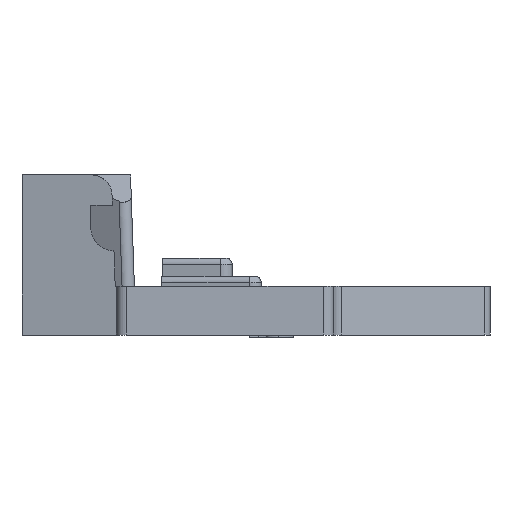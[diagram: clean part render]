
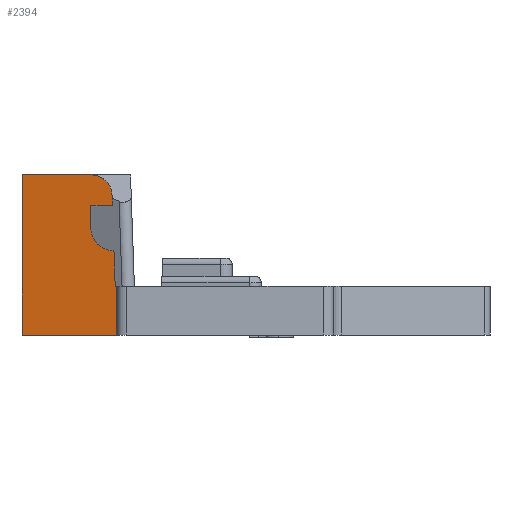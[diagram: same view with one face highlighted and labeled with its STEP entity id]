
A CAD part, left-side view. The second image highlights one B-rep face of the part: STEP entity #2394.
In plain terms, the highlighted planar face has unit normal (-0.985, 0.174, 0).
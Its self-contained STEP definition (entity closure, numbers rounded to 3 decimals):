
#2203=B_SPLINE_CURVE_WITH_KNOTS('',3,(#10069,#10070,#10071,#10072),
 .UNSPECIFIED.,.F.,.F.,(4,4),(0.,1.),.UNSPECIFIED.);
#2204=B_SPLINE_CURVE_WITH_KNOTS('',3,(#10080,#10081,#10082,#10083),
 .UNSPECIFIED.,.F.,.F.,(4,4),(0.,1.),.UNSPECIFIED.);
#2394=ADVANCED_FACE('',(#2861),#2635,.T.);
#2635=PLANE('',#7466);
#2861=FACE_OUTER_BOUND('',#3138,.T.);
#3138=EDGE_LOOP('',(#4020,#4021,#4022,#4023,#4024,#4025,#4026,#4027,#4028,
#4029,#4030,#4031));
#4020=ORIENTED_EDGE('',*,*,#5752,.T.);
#4021=ORIENTED_EDGE('',*,*,#5753,.T.);
#4022=ORIENTED_EDGE('',*,*,#5754,.F.);
#4023=ORIENTED_EDGE('',*,*,#5755,.T.);
#4024=ORIENTED_EDGE('',*,*,#5756,.T.);
#4025=ORIENTED_EDGE('',*,*,#5757,.T.);
#4026=ORIENTED_EDGE('',*,*,#5758,.F.);
#4027=ORIENTED_EDGE('',*,*,#5759,.F.);
#4028=ORIENTED_EDGE('',*,*,#5760,.T.);
#4029=ORIENTED_EDGE('',*,*,#5761,.F.);
#4030=ORIENTED_EDGE('',*,*,#5762,.T.);
#4031=ORIENTED_EDGE('',*,*,#5470,.T.);
#4950=VERTEX_POINT('',#9329);
#4951=VERTEX_POINT('',#9331);
#5102=VERTEX_POINT('',#10060);
#5103=VERTEX_POINT('',#10064);
#5104=VERTEX_POINT('',#10066);
#5105=VERTEX_POINT('',#10068);
#5106=VERTEX_POINT('',#10073);
#5107=VERTEX_POINT('',#10075);
#5108=VERTEX_POINT('',#10077);
#5109=VERTEX_POINT('',#10079);
#5110=VERTEX_POINT('',#10084);
#5111=VERTEX_POINT('',#10086);
#5470=EDGE_CURVE('',#4951,#4950,#6205,.T.);
#5752=EDGE_CURVE('',#4950,#5102,#6454,.T.);
#5753=EDGE_CURVE('',#5102,#5103,#6455,.T.);
#5754=EDGE_CURVE('',#5104,#5103,#6456,.T.);
#5755=EDGE_CURVE('',#5104,#5105,#6457,.T.);
#5756=EDGE_CURVE('',#5105,#5106,#2203,.T.);
#5757=EDGE_CURVE('',#5106,#5107,#6458,.T.);
#5758=EDGE_CURVE('',#5108,#5107,#6459,.T.);
#5759=EDGE_CURVE('',#5109,#5108,#6460,.T.);
#5760=EDGE_CURVE('',#5109,#5110,#2204,.T.);
#5761=EDGE_CURVE('',#5111,#5110,#6461,.T.);
#5762=EDGE_CURVE('',#5111,#4951,#6462,.T.);
#6205=LINE('',#9330,#6825);
#6454=LINE('',#10061,#7095);
#6455=LINE('',#10063,#7096);
#6456=LINE('',#10065,#7097);
#6457=LINE('',#10067,#7098);
#6458=LINE('',#10074,#7099);
#6459=LINE('',#10076,#7100);
#6460=LINE('',#10078,#7101);
#6461=LINE('',#10085,#7102);
#6462=LINE('',#10087,#7103);
#6825=VECTOR('',#7832,1.);
#7095=VECTOR('',#8336,1.);
#7096=VECTOR('',#8339,1.);
#7097=VECTOR('',#8340,1.);
#7098=VECTOR('',#8341,1.);
#7099=VECTOR('',#8342,1.);
#7100=VECTOR('',#8343,1.);
#7101=VECTOR('',#8344,1.);
#7102=VECTOR('',#8345,1.);
#7103=VECTOR('',#8346,1.);
#7466=AXIS2_PLACEMENT_3D('',#10088,#8347,#8348);
#7832=DIRECTION('',(-0.174,-0.985,0.));
#8336=DIRECTION('',(0.,0.,1.));
#8339=DIRECTION('',(0.174,0.985,0.));
#8340=DIRECTION('',(-0.006,-0.035,-0.999));
#8341=DIRECTION('',(0.174,0.985,0.));
#8342=DIRECTION('',(0.,0.,1.));
#8343=DIRECTION('',(0.174,0.985,0.));
#8344=DIRECTION('',(-0.006,-0.035,-0.999));
#8345=DIRECTION('',(-0.174,-0.985,0.));
#8346=DIRECTION('',(0.,0.,-1.));
#8347=DIRECTION('',(-0.985,0.174,0.));
#8348=DIRECTION('',(0.174,0.985,0.));
#9329=CARTESIAN_POINT('',(-13.908,-3.778,0.));
#9330=CARTESIAN_POINT('',(-13.088,0.872,0.));
#9331=CARTESIAN_POINT('',(-13.088,0.872,0.));
#10060=CARTESIAN_POINT('',(-13.908,-3.778,2.4));
#10061=CARTESIAN_POINT('',(-13.908,-3.778,0.));
#10063=CARTESIAN_POINT('',(-13.908,-3.778,2.4));
#10064=CARTESIAN_POINT('',(-13.899,-3.728,2.4));
#10065=CARTESIAN_POINT('',(-13.888,-3.666,4.164));
#10066=CARTESIAN_POINT('',(-13.888,-3.666,4.164));
#10067=CARTESIAN_POINT('',(-13.888,-3.666,4.164));
#10068=CARTESIAN_POINT('',(-13.882,-3.628,4.164));
#10069=CARTESIAN_POINT('',(-13.882,-3.628,4.164));
#10070=CARTESIAN_POINT('',(-13.779,-3.044,4.166));
#10071=CARTESIAN_POINT('',(-13.688,-2.531,4.669));
#10072=CARTESIAN_POINT('',(-13.688,-2.528,5.264));
#10073=CARTESIAN_POINT('',(-13.688,-2.528,5.264));
#10074=CARTESIAN_POINT('',(-13.688,-2.528,5.264));
#10075=CARTESIAN_POINT('',(-13.688,-2.528,6.4));
#10076=CARTESIAN_POINT('',(-13.875,-3.588,6.4));
#10077=CARTESIAN_POINT('',(-13.875,-3.588,6.4));
#10078=CARTESIAN_POINT('',(-13.871,-3.57,6.935));
#10079=CARTESIAN_POINT('',(-13.871,-3.57,6.935));
#10080=CARTESIAN_POINT('',(-13.871,-3.57,6.935));
#10081=CARTESIAN_POINT('',(-13.868,-3.549,7.461));
#10082=CARTESIAN_POINT('',(-13.787,-3.09,7.898));
#10083=CARTESIAN_POINT('',(-13.695,-2.57,7.9));
#10084=CARTESIAN_POINT('',(-13.695,-2.57,7.9));
#10085=CARTESIAN_POINT('',(-13.088,0.872,7.9));
#10086=CARTESIAN_POINT('',(-13.088,0.872,7.9));
#10087=CARTESIAN_POINT('',(-13.088,0.872,7.9));
#10088=CARTESIAN_POINT('',(-13.908,-3.778,0.));
